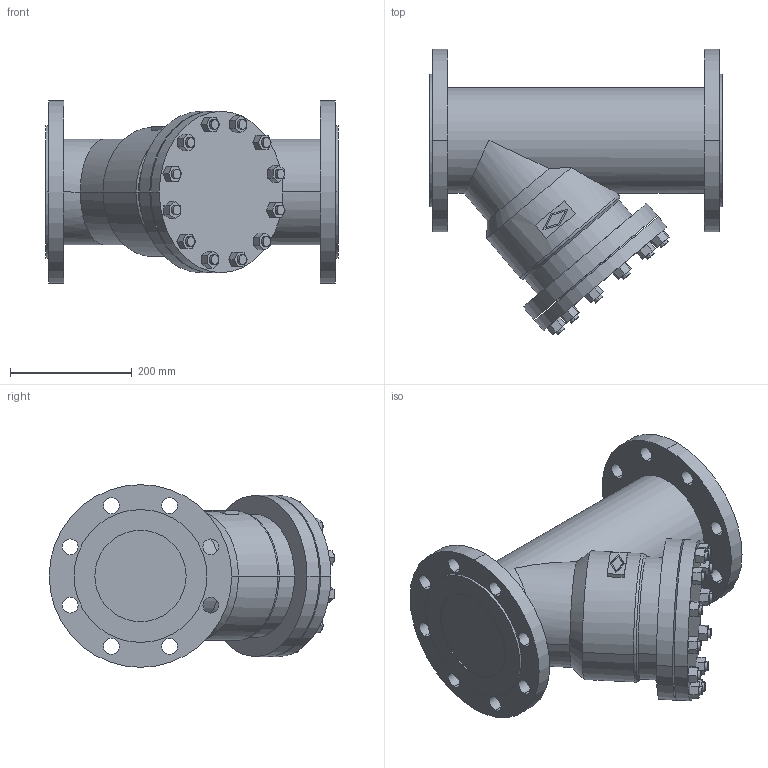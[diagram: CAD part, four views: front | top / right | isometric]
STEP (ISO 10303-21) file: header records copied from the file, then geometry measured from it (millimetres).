
FILE_DESCRIPTION(('OneSpaceDesigner STEP Export'),'2;1');
FILE_NAME('c000001939.stp','2005-09-26T11:57:05',(''),(''),'OneSpace Designer STEP processor (Jan. 2003) for AP203(Solid Model)','OneSpace Designer 12.01D 09-Jul-2004 (C) CoCreate Software GmbH','');
FILE_SCHEMA(('CONFIG_CONTROL_DESIGN'));
Length unit declared in the file: millimetre
Products named in the file (1): 1
Bounding box: 480 x 469.23 x 300 mm (x, y, z)
Volume: 21269100.7 mm3; surface area: 805018.4 mm2
Topology: 1 solids, 1 shells, 211 faces, 512 edges, 339 vertices
Faces by surface type: plane 123, cylinder 82, cone 4, torus 2
Entity records: 6273 total; most frequent: ORIENTED_EDGE 1024, CARTESIAN_POINT 992, DIRECTION 848, SURFACE_CURVE 512, EDGE_CURVE 512, VERTEX_POINT 339, VECTOR 334, LINE 334
